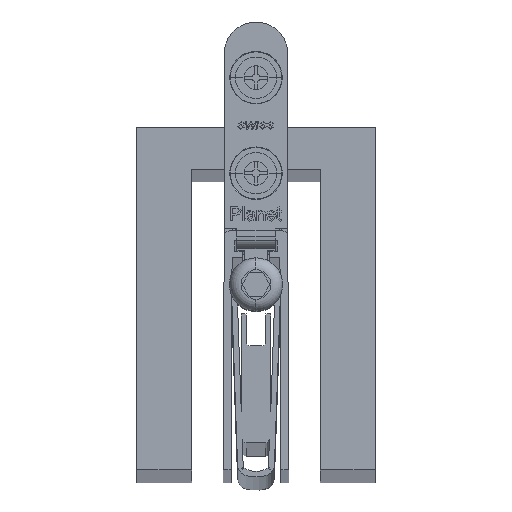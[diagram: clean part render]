
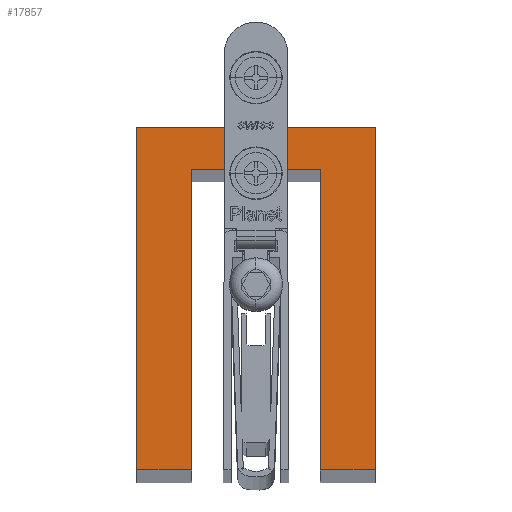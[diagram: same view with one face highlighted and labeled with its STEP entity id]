
A CAD part, top view. The second image highlights one B-rep face of the part: STEP entity #17857.
In plain terms, the highlighted planar face has unit normal (0, 0, 1).
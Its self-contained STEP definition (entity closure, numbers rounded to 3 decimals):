
#628 = CARTESIAN_POINT ( 'NONE',  ( 15., 0., 912. ) ) ;
#924 = CARTESIAN_POINT ( 'NONE',  ( -8.1, 37.8, 912. ) ) ;
#1262 = ORIENTED_EDGE ( 'NONE', *, *, #39414, .T. ) ;
#7143 = EDGE_CURVE ( 'NONE', #45069, #38231, #38737, .T. ) ;
#7432 = DIRECTION ( 'NONE',  ( 0., 0., 1. ) ) ;
#9546 = CARTESIAN_POINT ( 'NONE',  ( 8.1, 37.8, 912. ) ) ;
#9775 = ORIENTED_EDGE ( 'NONE', *, *, #37823, .T. ) ;
#12777 = AXIS2_PLACEMENT_3D ( 'NONE', #86979, #7432, #113773 ) ;
#14290 = CARTESIAN_POINT ( 'NONE',  ( -8.1, 37.8, 912. ) ) ;
#15322 = DIRECTION ( 'NONE',  ( 1., 0., 0. ) ) ;
#17029 = LINE ( 'NONE', #60055, #83888 ) ;
#17795 = CARTESIAN_POINT ( 'NONE',  ( -15., 0., 912. ) ) ;
#17857 = ADVANCED_FACE ( 'NONE', ( #24852 ), #60298, .T. ) ;
#18618 = VERTEX_POINT ( 'NONE', #59157 ) ;
#18816 = CARTESIAN_POINT ( 'NONE',  ( 15., 43., 912. ) ) ;
#19631 = DIRECTION ( 'NONE',  ( 0., -1., 0. ) ) ;
#19698 = VERTEX_POINT ( 'NONE', #628 ) ;
#22328 = EDGE_CURVE ( 'NONE', #18618, #76016, #53146, .T. ) ;
#24852 = FACE_OUTER_BOUND ( 'NONE', #88358, .T. ) ;
#28080 = VECTOR ( 'NONE', #84585, 1000. ) ;
#28670 = CARTESIAN_POINT ( 'NONE',  ( 8.1, 0., 912. ) ) ;
#30841 = CARTESIAN_POINT ( 'NONE',  ( -15., 43., 912. ) ) ;
#36498 = CARTESIAN_POINT ( 'NONE',  ( -15., 43., 912. ) ) ;
#37823 = EDGE_CURVE ( 'NONE', #96643, #53376, #97399, .T. ) ;
#38227 = EDGE_CURVE ( 'NONE', #19698, #18618, #90820, .T. ) ;
#38231 = VERTEX_POINT ( 'NONE', #9546 ) ;
#38737 = LINE ( 'NONE', #14290, #28080 ) ;
#39414 = EDGE_CURVE ( 'NONE', #53376, #45069, #54905, .T. ) ;
#45069 = VERTEX_POINT ( 'NONE', #93634 ) ;
#48855 = EDGE_CURVE ( 'NONE', #76016, #96643, #105672, .T. ) ;
#50275 = CARTESIAN_POINT ( 'NONE',  ( -8.1, 0., 912. ) ) ;
#53146 = LINE ( 'NONE', #30841, #79840 ) ;
#53234 = ORIENTED_EDGE ( 'NONE', *, *, #22328, .T. ) ;
#53376 = VERTEX_POINT ( 'NONE', #50275 ) ;
#53776 = ORIENTED_EDGE ( 'NONE', *, *, #88475, .T. ) ;
#54905 = LINE ( 'NONE', #924, #96516 ) ;
#57474 = ORIENTED_EDGE ( 'NONE', *, *, #7143, .T. ) ;
#58050 = EDGE_CURVE ( 'NONE', #38231, #58834, #101094, .T. ) ;
#58834 = VERTEX_POINT ( 'NONE', #28670 ) ;
#59157 = CARTESIAN_POINT ( 'NONE',  ( 15., 43., 912. ) ) ;
#60055 = CARTESIAN_POINT ( 'NONE',  ( 8.1, 0., 912. ) ) ;
#60213 = ORIENTED_EDGE ( 'NONE', *, *, #58050, .T. ) ;
#60298 = PLANE ( 'NONE',  #12777 ) ;
#64849 = VECTOR ( 'NONE', #89681, 1000. ) ;
#67856 = ORIENTED_EDGE ( 'NONE', *, *, #48855, .T. ) ;
#68961 = CARTESIAN_POINT ( 'NONE',  ( -15., 43., 912. ) ) ;
#69282 = ORIENTED_EDGE ( 'NONE', *, *, #38227, .T. ) ;
#69432 = CARTESIAN_POINT ( 'NONE',  ( -15., 0., 912. ) ) ;
#76016 = VERTEX_POINT ( 'NONE', #68961 ) ;
#79840 = VECTOR ( 'NONE', #106601, 1000. ) ;
#83888 = VECTOR ( 'NONE', #15322, 1000. ) ;
#84585 = DIRECTION ( 'NONE',  ( 1., 0., 0. ) ) ;
#86979 = CARTESIAN_POINT ( 'NONE',  ( 0., 0., 912. ) ) ;
#88358 = EDGE_LOOP ( 'NONE', ( #67856, #9775, #1262, #57474, #60213, #53776, #69282, #53234 ) ) ;
#88475 = EDGE_CURVE ( 'NONE', #58834, #19698, #17029, .T. ) ;
#89506 = CARTESIAN_POINT ( 'NONE',  ( 8.1, 37.8, 912. ) ) ;
#89681 = DIRECTION ( 'NONE',  ( 0., 1., 0. ) ) ;
#90066 = DIRECTION ( 'NONE',  ( 0., -1., 0. ) ) ;
#90820 = LINE ( 'NONE', #18816, #64849 ) ;
#90904 = DIRECTION ( 'NONE',  ( 0., 1., 0. ) ) ;
#93634 = CARTESIAN_POINT ( 'NONE',  ( -8.1, 37.8, 912. ) ) ;
#94525 = VECTOR ( 'NONE', #112581, 1000. ) ;
#96516 = VECTOR ( 'NONE', #90904, 1000. ) ;
#96643 = VERTEX_POINT ( 'NONE', #69432 ) ;
#97399 = LINE ( 'NONE', #17795, #94525 ) ;
#100439 = VECTOR ( 'NONE', #90066, 1000. ) ;
#101094 = LINE ( 'NONE', #89506, #100439 ) ;
#105262 = VECTOR ( 'NONE', #19631, 1000. ) ;
#105672 = LINE ( 'NONE', #36498, #105262 ) ;
#106601 = DIRECTION ( 'NONE',  ( -1., 0., 0. ) ) ;
#112581 = DIRECTION ( 'NONE',  ( 1., 0., 0. ) ) ;
#113773 = DIRECTION ( 'NONE',  ( 1., 0., 0. ) ) ;
